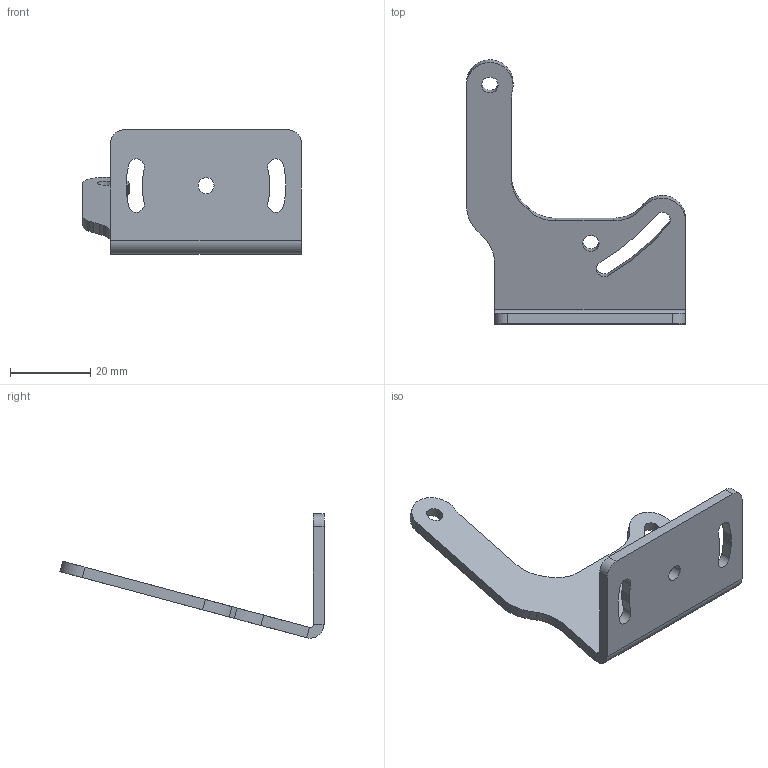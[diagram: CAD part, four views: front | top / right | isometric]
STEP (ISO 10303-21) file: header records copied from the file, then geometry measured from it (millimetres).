
FILE_DESCRIPTION((''),'2;1');
FILE_NAME('158534_SW','2011-09-01T',('banengservice'),('BANNER ENGINEERING'),'PRO/ENGINEER BY PARAMETRIC TECHNOLOGY CORPORATION, 2009141','PRO/ENGINEER BY PARAMETRIC TECHNOLOGY CORPORATION, 2009141','');
FILE_SCHEMA(('CONFIG_CONTROL_DESIGN'));
Length unit declared in the file: inch
Products named in the file (1): 158534_SW
Bounding box: 54.6 x 65.91 x 30.99 mm (x, y, z)
Volume: 7710.4 mm3; surface area: 6985.3 mm2
Topology: 1 solids, 1 shells, 46 faces, 124 edges, 80 vertices
Faces by surface type: cylinder 30, plane 16
Entity records: 1528 total; most frequent: DIRECTION 276, CARTESIAN_POINT 250, ORIENTED_EDGE 248, EDGE_CURVE 124, AXIS2_PLACEMENT_3D 106, VERTEX_POINT 80, VECTOR 64, LINE 64
